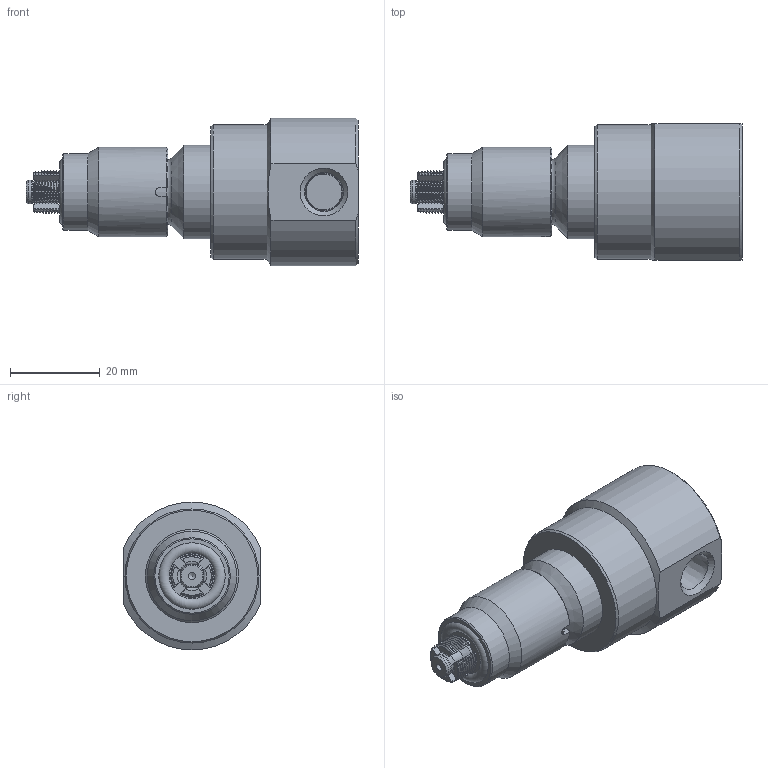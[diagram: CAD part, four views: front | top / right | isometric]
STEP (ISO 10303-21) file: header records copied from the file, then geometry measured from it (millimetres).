
FILE_DESCRIPTION(/* description */ (''),/* implementation_level */ '2;1');
FILE_NAME(/* name */ 'ZGNP1A.stp',/* time_stamp */ '2018-11-16T15:57:22-06:00',/* author */ ('scottg'),/* organization */ ('FasTest,Inc.'),/* preprocessor_version */ 'ST-DEVELOPER v16.1',/* originating_system */ 'Autodesk Inventor 2016',/* authorisation */ '');
FILE_SCHEMA (('AUTOMOTIVE_DESIGN { 1 0 10303 214 3 1 1 }'));
Length unit declared in the file: inch
Products named in the file (1): ZGNP1A
Bounding box: 74.17 x 30.48 x 33.02 mm (x, y, z)
Volume: 33363.2 mm3; surface area: 10466.2 mm2
Topology: 3 solids, 3 shells, 294 faces, 807 edges, 530 vertices
Faces by surface type: cone 88, bspline 76, cylinder 46, plane 44, torus 40
Full cylindrical faces by diameter (mm): 1.6 x1, 3.48 x1, 3.962 x3, 5.334 x1, 6.096 x1, 7.95 x1, 8.56 x1, 8.788 x1, 9.881 x1, 14.122 x1, 14.224 x2, 16.561 x1, 16.815 x1, 17.069 x1, 17.094 x1, 19.99 x1, 20.828 x1, 29.972 x1
Entity records: 11547 total; most frequent: CARTESIAN_POINT 5047, ORIENTED_EDGE 1486, DIRECTION 923, EDGE_CURVE 743, VERTEX_POINT 516, AXIS2_PLACEMENT_3D 391, EDGE_LOOP 363, B_SPLINE_CURVE_WITH_KNOTS 329
